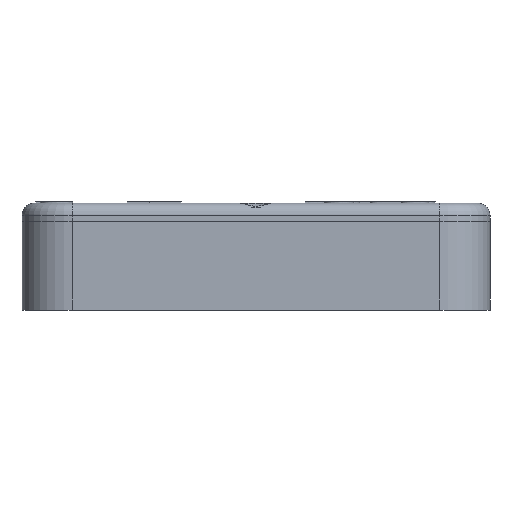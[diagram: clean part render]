
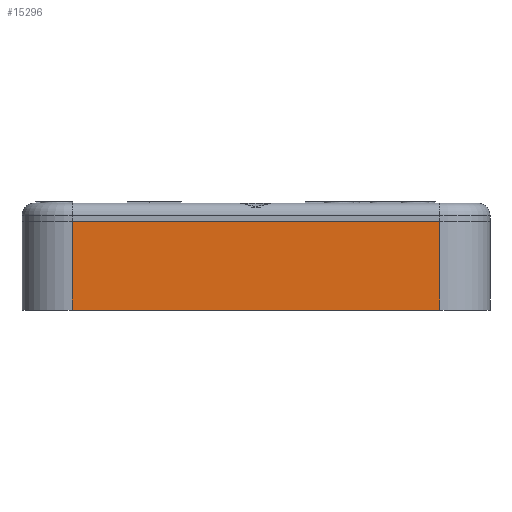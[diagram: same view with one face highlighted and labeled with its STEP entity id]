
A CAD part, left-side view. The second image highlights one B-rep face of the part: STEP entity #15296.
In plain terms, the highlighted planar face has unit normal (-1, 0, 0).
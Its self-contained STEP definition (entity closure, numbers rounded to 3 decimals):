
#1244=PLANE('',#16174);
#1675=FACE_OUTER_BOUND('',#2536,.T.);
#2536=EDGE_LOOP('',(#10744,#10745,#10746,#10747));
#3532=LINE('',#19828,#5033);
#3540=LINE('',#19843,#5041);
#3549=LINE('',#19871,#5050);
#3550=LINE('',#19874,#5051);
#5033=VECTOR('',#17005,10.);
#5041=VECTOR('',#17017,10.);
#5050=VECTOR('',#17046,10.);
#5051=VECTOR('',#17051,10.);
#6640=VERTEX_POINT('',#19821);
#6643=VERTEX_POINT('',#19826);
#6648=VERTEX_POINT('',#19842);
#6657=VERTEX_POINT('',#19870);
#8249=EDGE_CURVE('',#6643,#6640,#3532,.T.);
#8257=EDGE_CURVE('',#6640,#6648,#3540,.T.);
#8271=EDGE_CURVE('',#6648,#6657,#3549,.T.);
#8273=EDGE_CURVE('',#6657,#6643,#3550,.T.);
#10744=ORIENTED_EDGE('',*,*,#8249,.F.);
#10745=ORIENTED_EDGE('',*,*,#8273,.F.);
#10746=ORIENTED_EDGE('',*,*,#8271,.F.);
#10747=ORIENTED_EDGE('',*,*,#8257,.F.);
#15296=ADVANCED_FACE('',(#1675),#1244,.T.);
#16174=AXIS2_PLACEMENT_3D('',#19873,#17049,#17050);
#17005=DIRECTION('',(0.,0.,1.));
#17017=DIRECTION('',(0.,-1.,0.));
#17046=DIRECTION('',(0.,0.,-1.));
#17049=DIRECTION('center_axis',(-1.,0.,0.));
#17050=DIRECTION('ref_axis',(0.,1.,0.));
#17051=DIRECTION('',(0.,1.,0.));
#19821=CARTESIAN_POINT('',(-43.56,29.21,8.1));
#19826=CARTESIAN_POINT('',(-43.56,29.21,-6.));
#19828=CARTESIAN_POINT('',(-43.56,29.21,-3.));
#19842=CARTESIAN_POINT('',(-43.56,-29.21,8.1));
#19843=CARTESIAN_POINT('',(-43.56,37.21,8.1));
#19870=CARTESIAN_POINT('',(-43.56,-29.21,-6.));
#19871=CARTESIAN_POINT('',(-43.56,-29.21,-3.));
#19873=CARTESIAN_POINT('Origin',(-43.56,-37.21,-3.));
#19874=CARTESIAN_POINT('',(-43.56,-37.21,-6.));
